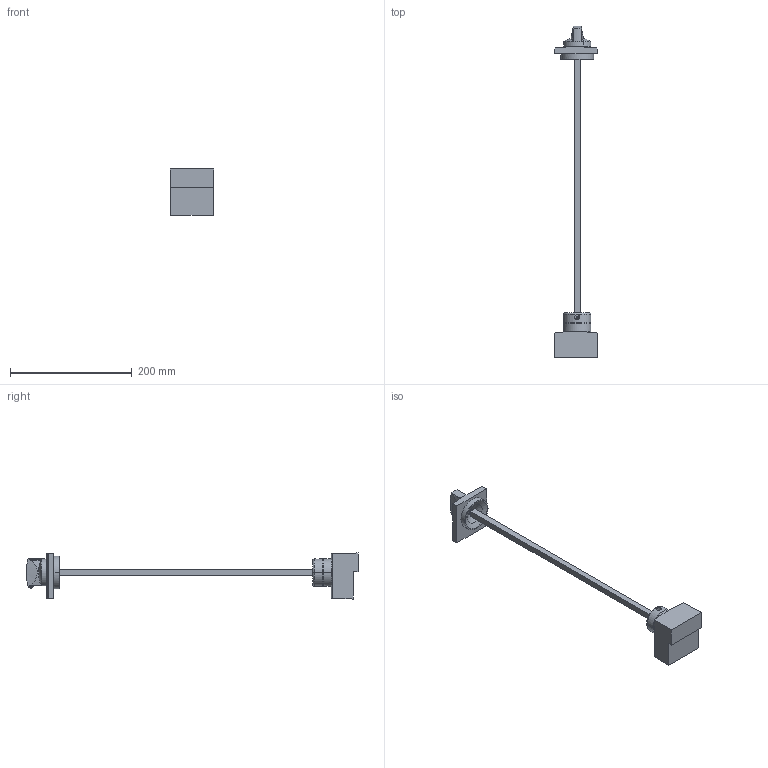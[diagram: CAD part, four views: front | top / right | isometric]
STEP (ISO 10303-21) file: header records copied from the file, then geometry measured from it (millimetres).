
FILE_DESCRIPTION(('CATIA V5 STEP Exchange'),'2;1');
FILE_NAME('1SDH001295R0033_1PA_001_00_XT1_3P_4P_FIXED_RHE_MAX.stp','2014-11-11T15:19:25+00:00',('none'),('none'),'CATIA Version 5 Release 20 SP 1 (IN-10)','CATIA V5 STEP AP214','none');
FILE_SCHEMA(('AUTOMOTIVE_DESIGN { 1 0 10303 214 1 1 1 1 }'));
Length unit declared in the file: millimetre
Products named in the file (1): 1SDH001295R0033_1PA_001_00_XT1_3P_4P_FIXED_RHE_MAX
Bounding box: 71 x 546.48 x 75.82 mm (x, y, z)
Volume: 390982.9 mm3; surface area: 68909.5 mm2
Topology: 3 solids, 3 shells, 90 faces, 205 edges, 134 vertices
Faces by surface type: cylinder 41, plane 35, torus 6, sphere 4, cone 4
Entity records: 3285 total; most frequent: CARTESIAN_POINT 796, ORIENTED_EDGE 410, DIRECTION 279, EDGE_CURVE 205, VERTEX_POINT 134, AXIS2_PLACEMENT_3D 126, EDGE_LOOP 103, PRESENTATION_STYLE_ASSIGNMENT 93
